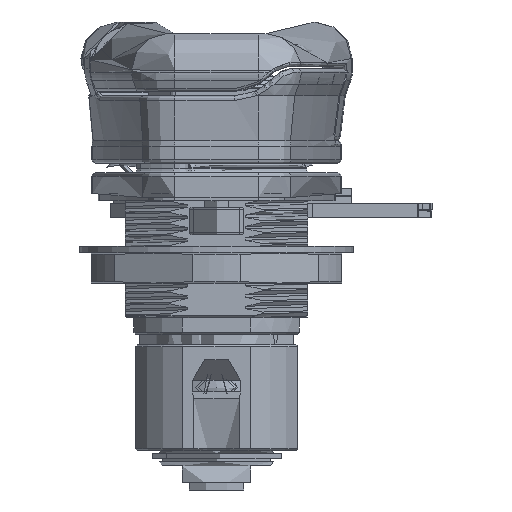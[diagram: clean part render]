
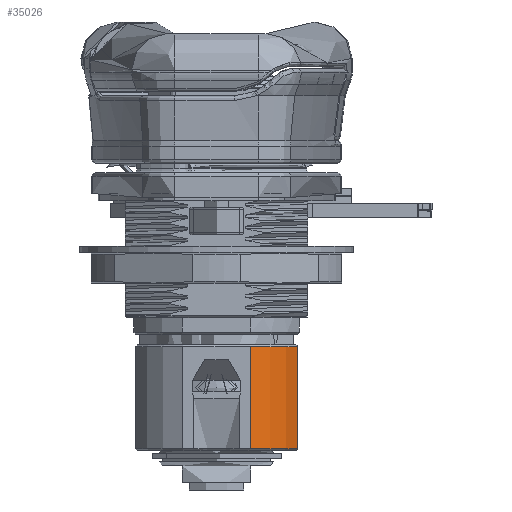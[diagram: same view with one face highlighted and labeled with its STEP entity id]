
A CAD part, left-side view. The second image highlights one B-rep face of the part: STEP entity #35026.
In plain terms, the highlighted cylindrical face has radius 12.192 mm (diameter 24.384 mm), a partial arc.
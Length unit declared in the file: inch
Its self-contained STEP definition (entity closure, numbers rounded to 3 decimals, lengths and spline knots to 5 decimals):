
#838=CYLINDRICAL_SURFACE('',#37799,0.48);
#2610=FACE_OUTER_BOUND('',#4784,.T.);
#4784=EDGE_LOOP('',(#24167,#24168,#24169,#24170));
#8080=LINE('',#52310,#10716);
#8101=LINE('',#52729,#10737);
#10716=VECTOR('',#41420,0.56);
#10737=VECTOR('',#41519,0.56);
#13360=CIRCLE('',#37747,0.48);
#13393=CIRCLE('',#37800,0.48);
#15110=VERTEX_POINT('',#52100);
#15111=VERTEX_POINT('',#52137);
#15117=VERTEX_POINT('',#52296);
#15135=VERTEX_POINT('',#52406);
#18538=EDGE_CURVE('',#15111,#15110,#13360,.T.);
#18555=EDGE_CURVE('',#15117,#15111,#8080,.T.);
#18610=EDGE_CURVE('',#15135,#15110,#8101,.T.);
#18617=EDGE_CURVE('',#15135,#15117,#13393,.T.);
#24167=ORIENTED_EDGE('',*,*,#18617,.T.);
#24168=ORIENTED_EDGE('',*,*,#18555,.T.);
#24169=ORIENTED_EDGE('',*,*,#18538,.T.);
#24170=ORIENTED_EDGE('',*,*,#18610,.F.);
#35026=ADVANCED_FACE('',(#2610),#838,.T.);
#37747=AXIS2_PLACEMENT_3D('',#52138,#41394,#41395);
#37799=AXIS2_PLACEMENT_3D('',#52742,#41532,#41533);
#37800=AXIS2_PLACEMENT_3D('',#52743,#41534,#41535);
#41394=DIRECTION('center_axis',(0.,1.,0.));
#41395=DIRECTION('ref_axis',(-0.922,0.,0.387));
#41420=DIRECTION('',(0.,-1.,0.));
#41519=DIRECTION('',(0.,-1.,0.));
#41532=DIRECTION('center_axis',(0.,-1.,0.));
#41533=DIRECTION('ref_axis',(-1.,0.,0.));
#41534=DIRECTION('center_axis',(0.,-1.,0.));
#41535=DIRECTION('ref_axis',(-0.387,0.,0.922));
#52100=CARTESIAN_POINT('',(-0.18599,-1.565,0.4425));
#52137=CARTESIAN_POINT('',(-0.4425,-1.565,0.18599));
#52138=CARTESIAN_POINT('Origin',(0.,-1.565,0.));
#52296=CARTESIAN_POINT('',(-0.4425,-1.005,0.18599));
#52310=CARTESIAN_POINT('',(-0.4425,-1.005,0.18599));
#52406=CARTESIAN_POINT('',(-0.18599,-1.005,0.4425));
#52729=CARTESIAN_POINT('',(-0.18599,-1.005,0.4425));
#52742=CARTESIAN_POINT('Origin',(0.,-1.575,0.));
#52743=CARTESIAN_POINT('Origin',(0.,-1.005,0.));
